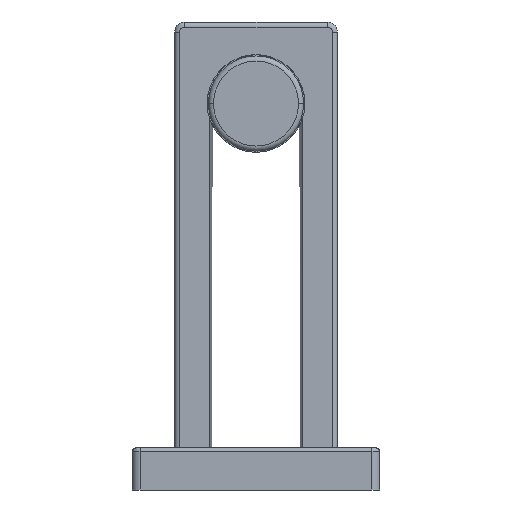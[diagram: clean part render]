
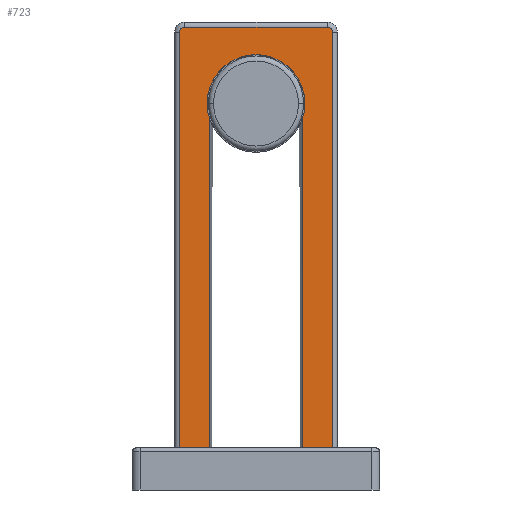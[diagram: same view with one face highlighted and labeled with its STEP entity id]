
A CAD part, left-side view. The second image highlights one B-rep face of the part: STEP entity #723.
In plain terms, the highlighted planar face has unit normal (-1, 0, 0).
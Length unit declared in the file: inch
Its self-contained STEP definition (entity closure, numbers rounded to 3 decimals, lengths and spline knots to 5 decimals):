
#17=DIRECTION('',(0.,0.,-1.));
#18=VECTOR('',#17,3.185);
#19=CARTESIAN_POINT('',(-4.25,0.586,3.508));
#20=LINE('',#19,#18);
#21=CARTESIAN_POINT('',(-4.25,0.546,3.508));
#22=DIRECTION('',(-1.,0.,0.));
#23=DIRECTION('',(0.,0.,1.));
#24=AXIS2_PLACEMENT_3D('',#21,#22,#23);
#26=DIRECTION('',(0.,1.,0.));
#27=VECTOR('',#26,1.092);
#28=CARTESIAN_POINT('',(-4.25,-0.546,3.548));
#29=LINE('',#28,#27);
#30=CARTESIAN_POINT('',(-4.25,-0.546,3.508));
#31=DIRECTION('',(-1.,0.,0.));
#32=DIRECTION('',(0.,-1.,0.));
#33=AXIS2_PLACEMENT_3D('',#30,#31,#32);
#35=DIRECTION('',(0.,0.,1.));
#36=VECTOR('',#35,3.185);
#37=CARTESIAN_POINT('',(-4.25,-0.586,0.323));
#38=LINE('',#37,#36);
#39=DIRECTION('',(0.,0.,-1.));
#40=VECTOR('',#39,2.51527);
#41=CARTESIAN_POINT('',(-4.25,-0.354,2.83827));
#42=LINE('',#41,#40);
#43=DIRECTION('',(0.,0.,-1.));
#44=VECTOR('',#43,2.51527);
#45=CARTESIAN_POINT('',(-4.25,0.354,2.83827));
#46=LINE('',#45,#44);
#101=DIRECTION('',(0.,-1.,0.));
#102=VECTOR('',#101,0.232);
#103=CARTESIAN_POINT('',(-4.25,0.586,0.323));
#104=LINE('',#103,#102);
#119=DIRECTION('',(0.,-1.,0.));
#120=VECTOR('',#119,0.232);
#121=CARTESIAN_POINT('',(-4.25,-0.354,0.323));
#122=LINE('',#121,#120);
#325=CARTESIAN_POINT('',(-4.25,0.354,2.83827));
#327=CARTESIAN_POINT('',(-4.25,0.,2.962));
#328=DIRECTION('',(1.,0.,0.));
#329=DIRECTION('',(0.,0.944,-0.33));
#330=AXIS2_PLACEMENT_3D('',#327,#328,#329);
#397=CARTESIAN_POINT('',(-4.25,-0.354,2.83827));
#593=VERTEX_POINT('',#325);
#594=VERTEX_POINT('',#397);
#606=CARTESIAN_POINT('',(-4.25,0.546,3.548));
#607=CARTESIAN_POINT('',(-4.25,0.586,3.508));
#608=VERTEX_POINT('',#606);
#609=VERTEX_POINT('',#607);
#614=CARTESIAN_POINT('',(-4.25,-0.546,3.548));
#615=VERTEX_POINT('',#614);
#618=CARTESIAN_POINT('',(-4.25,-0.586,3.508));
#619=VERTEX_POINT('',#618);
#646=CARTESIAN_POINT('',(-4.25,0.586,0.323));
#647=CARTESIAN_POINT('',(-4.25,0.354,0.323));
#648=VERTEX_POINT('',#646);
#649=VERTEX_POINT('',#647);
#650=CARTESIAN_POINT('',(-4.25,-0.354,0.323));
#651=CARTESIAN_POINT('',(-4.25,-0.586,0.323));
#652=VERTEX_POINT('',#650);
#653=VERTEX_POINT('',#651);
#697=CARTESIAN_POINT('',(-4.25,0.,0.323));
#698=DIRECTION('',(-1.,0.,0.));
#699=DIRECTION('',(0.,-1.,0.));
#700=AXIS2_PLACEMENT_3D('',#697,#698,#699);
#701=PLANE('',#700);
#703=ORIENTED_EDGE('',*,*,#702,.F.);
#705=ORIENTED_EDGE('',*,*,#704,.F.);
#706=ORIENTED_EDGE('',*,*,#687,.F.);
#708=ORIENTED_EDGE('',*,*,#707,.F.);
#710=ORIENTED_EDGE('',*,*,#709,.F.);
#712=ORIENTED_EDGE('',*,*,#711,.F.);
#714=ORIENTED_EDGE('',*,*,#713,.F.);
#716=ORIENTED_EDGE('',*,*,#715,.F.);
#718=ORIENTED_EDGE('',*,*,#717,.F.);
#720=ORIENTED_EDGE('',*,*,#719,.T.);
#721=EDGE_LOOP('',(#703,#705,#706,#708,#710,#712,#714,#716,#718,#720));
#722=FACE_OUTER_BOUND('',#721,.F.);
#723=ADVANCED_FACE('',(#722),#701,.T.);
#25=CIRCLE('',#24,0.04);
#34=CIRCLE('',#33,0.04);
#331=CIRCLE('',#330,0.375);
#687=EDGE_CURVE('',#608,#609,#25,.T.);
#702=EDGE_CURVE('',#648,#649,#104,.T.);
#704=EDGE_CURVE('',#609,#648,#20,.T.);
#707=EDGE_CURVE('',#615,#608,#29,.T.);
#709=EDGE_CURVE('',#619,#615,#34,.T.);
#711=EDGE_CURVE('',#653,#619,#38,.T.);
#713=EDGE_CURVE('',#652,#653,#122,.T.);
#715=EDGE_CURVE('',#594,#652,#42,.T.);
#717=EDGE_CURVE('',#593,#594,#331,.T.);
#719=EDGE_CURVE('',#593,#649,#46,.T.);
